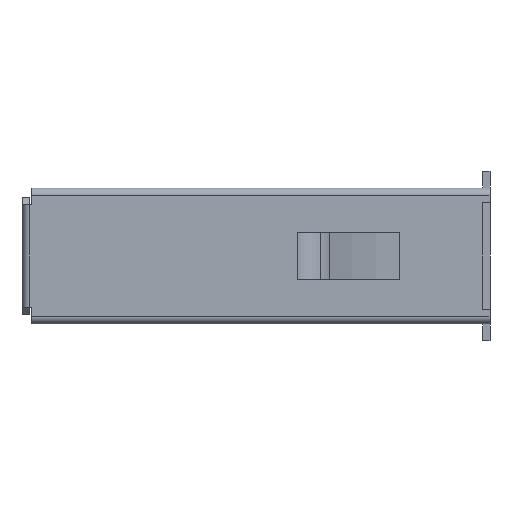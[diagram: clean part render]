
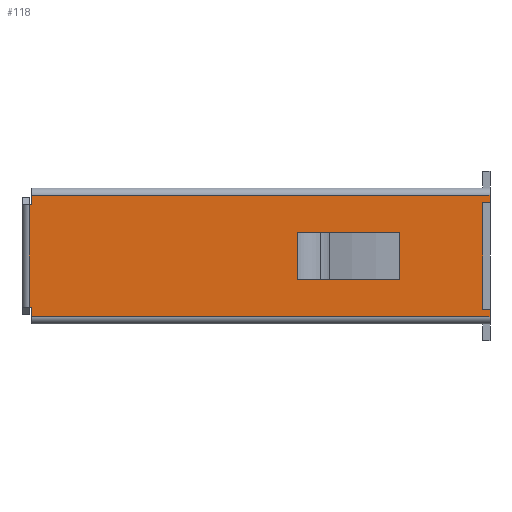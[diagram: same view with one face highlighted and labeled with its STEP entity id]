
A CAD part, left-side view. The second image highlights one B-rep face of the part: STEP entity #118.
In plain terms, the highlighted planar face has unit normal (-1, 0, 0).
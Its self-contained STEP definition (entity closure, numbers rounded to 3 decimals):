
#118=ADVANCED_FACE('3726',(#668,#669),#670,.T.);
#668=FACE_OUTER_BOUND('',#1653,.T.);
#669=FACE_BOUND('',#1654,.T.);
#670=PLANE('',#1655);
#1653=EDGE_LOOP('',(#3002,#3003,#3004,#3005,#3006,#3007,#3008,#3009,#3010,#3011,#3012,#3013));
#1654=EDGE_LOOP('',(#3014,#3015,#3016,#3017));
#1655=AXIS2_PLACEMENT_3D('',#3018,#3019,#3020);
#3002=ORIENTED_EDGE('',*,*,#6581,.T.);
#3003=ORIENTED_EDGE('',*,*,#6582,.T.);
#3004=ORIENTED_EDGE('',*,*,#6583,.F.);
#3005=ORIENTED_EDGE('',*,*,#6584,.F.);
#3006=ORIENTED_EDGE('',*,*,#6585,.F.);
#3007=ORIENTED_EDGE('',*,*,#6464,.F.);
#3008=ORIENTED_EDGE('',*,*,#6586,.T.);
#3009=ORIENTED_EDGE('',*,*,#6587,.F.);
#3010=ORIENTED_EDGE('',*,*,#6588,.T.);
#3011=ORIENTED_EDGE('',*,*,#6589,.T.);
#3012=ORIENTED_EDGE('',*,*,#6590,.T.);
#3013=ORIENTED_EDGE('',*,*,#6462,.T.);
#3014=ORIENTED_EDGE('',*,*,#6459,.T.);
#3015=ORIENTED_EDGE('',*,*,#6591,.T.);
#3016=ORIENTED_EDGE('',*,*,#6455,.F.);
#3017=ORIENTED_EDGE('',*,*,#6592,.F.);
#3018=CARTESIAN_POINT('',(-11.75,-13.163,3.234));
#3019=DIRECTION('',(-1.0,0.0,0.0));
#3020=DIRECTION('',(0.0,0.0,1.0));
#6455=EDGE_CURVE('4742',#7763,#7764,#7765,.T.);
#6459=EDGE_CURVE('4741',#7770,#7768,#7771,.T.);
#6462=EDGE_CURVE('5087',#7775,#7773,#7776,.T.);
#6464=EDGE_CURVE('5015',#7727,#7716,#7778,.T.);
#6581=EDGE_CURVE('5094',#7773,#7959,#7960,.T.);
#6582=EDGE_CURVE('4727',#7959,#7961,#7962,.T.);
#6583=EDGE_CURVE('4755',#7963,#7961,#7964,.T.);
#6584=EDGE_CURVE('5002',#7965,#7963,#7966,.T.);
#6585=EDGE_CURVE('5000',#7716,#7965,#7967,.T.);
#6586=EDGE_CURVE('4994',#7727,#7968,#7969,.T.);
#6587=EDGE_CURVE('4996',#7922,#7968,#7970,.T.);
#6588=EDGE_CURVE('4761',#7922,#7913,#7971,.T.);
#6589=EDGE_CURVE('4726',#7913,#7972,#7973,.T.);
#6590=EDGE_CURVE('5089',#7972,#7775,#7974,.T.);
#6591=EDGE_CURVE('4740',#7768,#7764,#7975,.T.);
#6592=EDGE_CURVE('4739',#7770,#7763,#7976,.T.);
#7716=VERTEX_POINT('',#9697);
#7727=VERTEX_POINT('',#9714);
#7763=VERTEX_POINT('',#9761);
#7764=VERTEX_POINT('',#9762);
#7765=LINE('',#9763,#9764);
#7768=VERTEX_POINT('',#9767);
#7770=VERTEX_POINT('',#9769);
#7771=LINE('',#9770,#9771);
#7773=VERTEX_POINT('',#9773);
#7775=VERTEX_POINT('',#9775);
#7776=LINE('',#9776,#9777);
#7778=LINE('',#9779,#9780);
#7913=VERTEX_POINT('',#9985);
#7922=VERTEX_POINT('',#9997);
#7959=VERTEX_POINT('',#10053);
#7960=LINE('',#10054,#10055);
#7961=VERTEX_POINT('',#10056);
#7962=LINE('',#10057,#10058);
#7963=VERTEX_POINT('',#10059);
#7964=LINE('',#10060,#10061);
#7965=VERTEX_POINT('',#10062);
#7966=LINE('',#10063,#10064);
#7967=LINE('',#10065,#10066);
#7968=VERTEX_POINT('',#10067);
#7969=LINE('',#10068,#10069);
#7970=LINE('',#10070,#10071);
#7971=LINE('',#10072,#10073);
#7972=VERTEX_POINT('',#10074);
#7973=LINE('',#10075,#10076);
#7974=LINE('',#10077,#10078);
#7975=LINE('',#10079,#10080);
#7976=LINE('',#10081,#10082);
#9697=CARTESIAN_POINT('',(-11.75,-12.863,-1.876));
#9714=CARTESIAN_POINT('',(-11.75,-12.863,2.624));
#9761=CARTESIAN_POINT('',(-11.75,-9.352,-0.626));
#9762=CARTESIAN_POINT('',(-11.75,-9.352,1.374));
#9763=CARTESIAN_POINT('',(-11.75,-9.352,-0.626));
#9764=VECTOR('',#12609,2.0);
#9767=CARTESIAN_POINT('',(-11.75,-5.068,1.374));
#9769=CARTESIAN_POINT('',(-11.75,-5.068,-0.626));
#9770=CARTESIAN_POINT('',(-11.75,-5.068,-0.626));
#9771=VECTOR('',#12619,2.0);
#9773=CARTESIAN_POINT('',(-11.75,6.237,-1.776));
#9775=CARTESIAN_POINT('',(-11.75,6.237,2.524));
#9776=CARTESIAN_POINT('',(-11.75,6.237,2.524));
#9777=VECTOR('',#12626,4.3);
#9779=CARTESIAN_POINT('',(-11.75,-12.863,2.624));
#9780=VECTOR('',#12630,4.5);
#9985=CARTESIAN_POINT('',(-11.75,6.137,2.934));
#9997=CARTESIAN_POINT('',(-11.75,-13.163,2.934));
#10053=CARTESIAN_POINT('',(-11.75,6.137,-1.776));
#10054=CARTESIAN_POINT('',(-11.75,6.237,-1.776));
#10055=VECTOR('',#12795,0.1);
#10056=CARTESIAN_POINT('',(-11.75,6.137,-2.186));
#10057=CARTESIAN_POINT('',(-11.75,6.137,-1.776));
#10058=VECTOR('',#12796,0.41);
#10059=CARTESIAN_POINT('',(-11.75,-13.163,-2.186));
#10060=CARTESIAN_POINT('',(-11.75,-13.163,-2.186));
#10061=VECTOR('',#12797,19.3);
#10062=CARTESIAN_POINT('',(-11.75,-13.163,-1.876));
#10063=CARTESIAN_POINT('',(-11.75,-13.163,-1.876));
#10064=VECTOR('',#12798,0.31);
#10065=CARTESIAN_POINT('',(-11.75,-12.863,-1.876));
#10066=VECTOR('',#12799,0.3);
#10067=CARTESIAN_POINT('',(-11.75,-13.163,2.624));
#10068=CARTESIAN_POINT('',(-11.75,-12.863,2.624));
#10069=VECTOR('',#12800,0.3);
#10070=CARTESIAN_POINT('',(-11.75,-13.163,2.934));
#10071=VECTOR('',#12801,0.31);
#10072=CARTESIAN_POINT('',(-11.75,-13.163,2.934));
#10073=VECTOR('',#12802,19.3);
#10074=CARTESIAN_POINT('',(-11.75,6.137,2.524));
#10075=CARTESIAN_POINT('',(-11.75,6.137,2.934));
#10076=VECTOR('',#12803,0.41);
#10077=CARTESIAN_POINT('',(-11.75,6.137,2.524));
#10078=VECTOR('',#12804,0.1);
#10079=CARTESIAN_POINT('',(-11.75,-5.068,1.374));
#10080=VECTOR('',#12805,4.284);
#10081=CARTESIAN_POINT('',(-11.75,-5.068,-0.626));
#10082=VECTOR('',#12806,4.284);
#12609=DIRECTION('',(0.0,0.0,1.0));
#12619=DIRECTION('',(0.0,0.0,1.0));
#12626=DIRECTION('',(0.0,0.0,-1.0));
#12630=DIRECTION('',(0.0,0.0,-1.0));
#12795=DIRECTION('',(0.0,-1.0,0.0));
#12796=DIRECTION('',(0.0,0.0,-1.0));
#12797=DIRECTION('',(0.0,1.0,0.0));
#12798=DIRECTION('',(0.0,0.0,-1.0));
#12799=DIRECTION('',(0.0,-1.0,0.0));
#12800=DIRECTION('',(0.0,-1.0,0.0));
#12801=DIRECTION('',(0.0,0.0,-1.0));
#12802=DIRECTION('',(0.0,1.0,0.0));
#12803=DIRECTION('',(0.0,0.0,-1.0));
#12804=DIRECTION('',(0.0,1.0,0.0));
#12805=DIRECTION('',(0.0,-1.0,0.0));
#12806=DIRECTION('',(0.0,-1.0,0.0));
